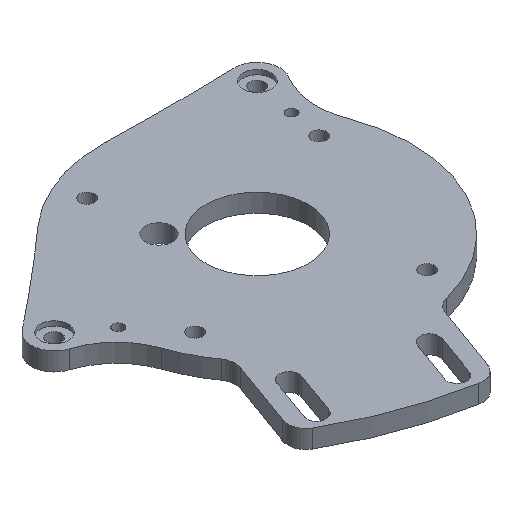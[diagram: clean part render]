
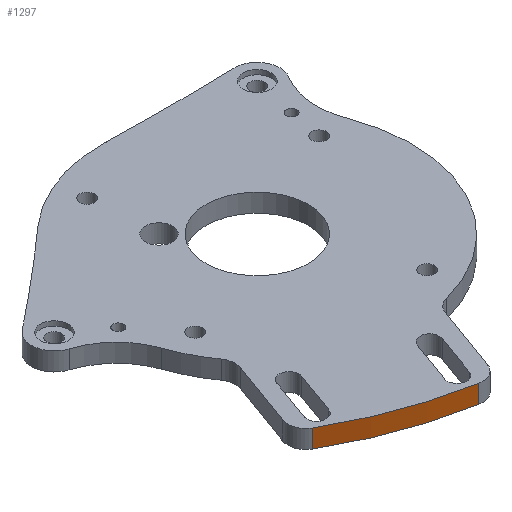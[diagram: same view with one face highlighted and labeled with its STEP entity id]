
A CAD part, isometric view. The second image highlights one B-rep face of the part: STEP entity #1297.
In plain terms, the highlighted cylindrical face has radius 132.899 mm (diameter 265.799 mm), a partial arc.
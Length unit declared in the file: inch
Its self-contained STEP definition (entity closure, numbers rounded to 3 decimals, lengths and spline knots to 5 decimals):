
#892=CARTESIAN_POINT('',(-1.91837,-2.67992,0.125));
#893=VERTEX_POINT('',#892);
#901=CARTESIAN_POINT('',(-0.25307,-3.28604,0.125));
#902=VERTEX_POINT('',#901);
#903=CARTESIAN_POINT('',(0.67797,1.86271,0.125));
#904=DIRECTION('',(0.0,0.0,1.0));
#905=DIRECTION('',(-0.496,-0.868,0.0));
#906=AXIS2_PLACEMENT_3D('',#903,#904,#905);
#907=CIRCLE('',#906,5.23226);
#908=EDGE_CURVE('',#893,#902,#907,.T.);
#1253=CARTESIAN_POINT('',(-0.25307,-3.28604,-0.125));
#1254=VERTEX_POINT('',#1253);
#1264=CARTESIAN_POINT('',(-0.25307,-3.28604,0.125));
#1265=DIRECTION('',(0.0,0.0,-1.0));
#1266=VECTOR('',#1265,0.25);
#1267=LINE('',#1264,#1266);
#1268=EDGE_CURVE('',#902,#1254,#1267,.T.);
#1273=CARTESIAN_POINT('',(0.67797,1.86271,0.0));
#1274=DIRECTION('',(0.0,0.0,1.0));
#1275=DIRECTION('',(-0.496,-0.868,0.0));
#1276=AXIS2_PLACEMENT_3D('',#1273,#1274,#1275);
#1277=CYLINDRICAL_SURFACE('',#1276,5.23226);
#1278=CARTESIAN_POINT('',(-1.91837,-2.67992,-0.125));
#1279=VERTEX_POINT('',#1278);
#1280=CARTESIAN_POINT('',(0.67797,1.86271,-0.125));
#1281=DIRECTION('',(0.0,0.0,-1.0));
#1282=DIRECTION('',(-0.496,-0.868,0.0));
#1283=AXIS2_PLACEMENT_3D('',#1280,#1281,#1282);
#1284=CIRCLE('',#1283,5.23226);
#1285=EDGE_CURVE('',#1254,#1279,#1284,.T.);
#1286=ORIENTED_EDGE('',*,*,#1285,.F.);
#1287=ORIENTED_EDGE('',*,*,#1268,.F.);
#1288=ORIENTED_EDGE('',*,*,#908,.F.);
#1289=CARTESIAN_POINT('',(-1.91837,-2.67992,0.125));
#1290=DIRECTION('',(0.0,0.0,-1.0));
#1291=VECTOR('',#1290,0.25);
#1292=LINE('',#1289,#1291);
#1293=EDGE_CURVE('',#893,#1279,#1292,.T.);
#1294=ORIENTED_EDGE('',*,*,#1293,.T.);
#1295=EDGE_LOOP('',(#1286,#1287,#1288,#1294));
#1296=FACE_OUTER_BOUND('',#1295,.T.);
#1297=ADVANCED_FACE('',(#1296),#1277,.T.);
